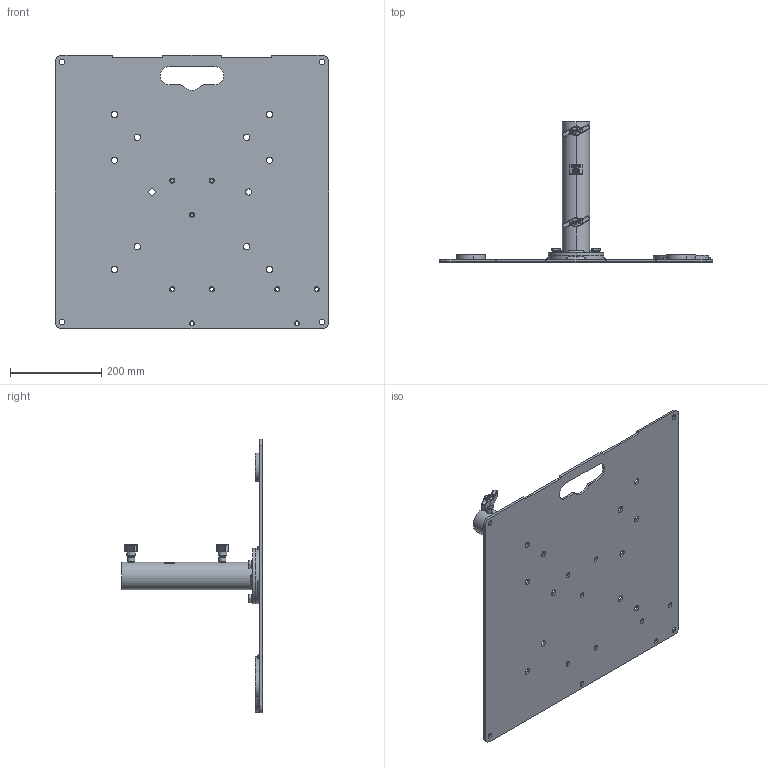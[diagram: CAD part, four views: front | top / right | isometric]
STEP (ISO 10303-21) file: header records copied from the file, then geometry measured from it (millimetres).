
FILE_DESCRIPTION (( 'STEP AP203' ), '1' );
FILE_NAME ('T54265.STEP', '2018-08-01T14:02:07', ( '' ), ( '' ), 'SwSTEP 2.0', 'SolidWorks 2016', '' );
FILE_SCHEMA (( 'CONFIG_CONTROL_DESIGN' ));
Length unit declared in the file: millimetre
Products named in the file (18): TH3054; TH2218; Doughty Knob_S0141; TH3776 - WELD; Hex Screw GradeC_Doughty Fastners_BS EN 24018 - M10 x 20-WS; TH3776; T54265 LABEL_CURVED; TH3779; B Washer_Bright washer BS 4320 - M10 (Form B); T54265; TH3058; TH3777; TH3054 WELD; TH691; TH3778; T54265 LABEL; TH3791; Single Coil Rectangular Section Spring Washer_Doughty Fastners_Rectangular section spring washer BS 4464 - 10 (Type B)
Assembly tree (39 placements, depth 4):
  T54265
    TH3776
      TH3058
      TH3777  x3
      TH3778  x3
      TH3776 - WELD  x9
    TH3054
      TH691
        TH3779
        TH2218  x2
      TH3791
      TH3054 WELD  x3
    Doughty Knob_S0141  x2
    B Washer_Bright washer BS 4320 - M10 (Form B)  x3
    Single Coil Rectangular Section Spring Washer_Doughty Fastners_Rectangular section spring washer BS 4464 - 10 (Type B)  x3
    Hex Screw GradeC_Doughty Fastners_BS EN 24018 - M10 x 20-WS  x3
    T54265 LABEL
    T54265 LABEL_CURVED
Bounding box: 600 x 307 x 600 mm (x, y, z)
Volume: 2455352 mm3; surface area: 974203.5 mm2
Topology: 36 solids, 36 shells, 2460 faces, 6407 edges, 4162 vertices
Faces by surface type: plane 899, bspline 800, cylinder 452, cone 224, torus 85
Entity records: 108278 total; most frequent: CARTESIAN_POINT 63065, ORIENTED_EDGE 10320, DIRECTION 6126, EDGE_CURVE 5160, VERTEX_POINT 3416, EDGE_LOOP 2214, B_SPLINE_CURVE_WITH_KNOTS 2200, LINE 2192
